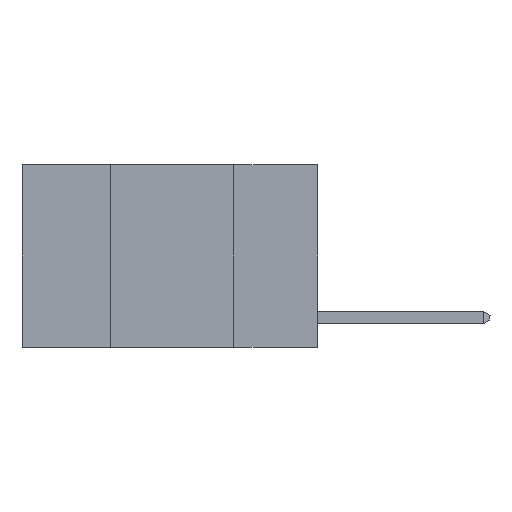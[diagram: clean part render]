
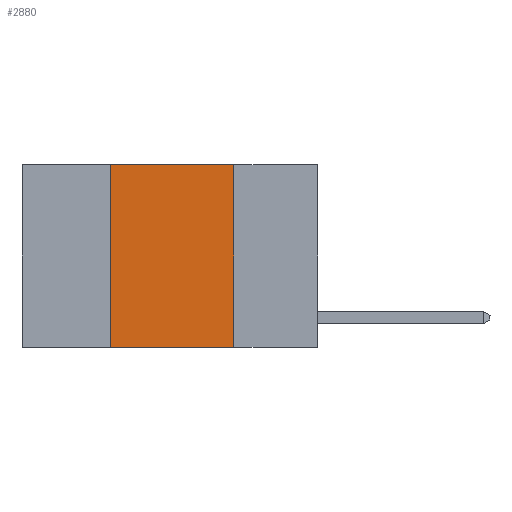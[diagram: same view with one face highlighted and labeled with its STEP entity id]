
A CAD part, left-side view. The second image highlights one B-rep face of the part: STEP entity #2880.
In plain terms, the highlighted planar face has unit normal (-1, 0, 0).
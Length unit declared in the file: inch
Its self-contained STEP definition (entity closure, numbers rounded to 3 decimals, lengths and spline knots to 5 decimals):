
#485 = EDGE_CURVE ( 'NONE', #4303, #19038, #11370, .T. ) ;
#690 = DIRECTION ( 'NONE',  ( 0., 0., -1. ) ) ;
#1437 = CARTESIAN_POINT ( 'NONE',  ( 0., 0.6, -0.37 ) ) ;
#2010 = PLANE ( 'NONE',  #6702 ) ;
#2880 = ADVANCED_FACE ( 'NONE', ( #16215 ), #2010, .F. ) ;
#3487 = EDGE_CURVE ( 'NONE', #19315, #19038, #18692, .T. ) ;
#3526 = VECTOR ( 'NONE', #690, 39.37008 ) ;
#4303 = VERTEX_POINT ( 'NONE', #25026 ) ;
#6702 = AXIS2_PLACEMENT_3D ( 'NONE', #11722, #11987, #13893 ) ;
#7928 = ORIENTED_EDGE ( 'NONE', *, *, #26128, .F. ) ;
#8768 = CARTESIAN_POINT ( 'NONE',  ( 0., 0.42, -0.37 ) ) ;
#10775 = ORIENTED_EDGE ( 'NONE', *, *, #3487, .T. ) ;
#11370 = LINE ( 'NONE', #14986, #3526 ) ;
#11722 = CARTESIAN_POINT ( 'NONE',  ( 0., 0.6, 0. ) ) ;
#11902 = VECTOR ( 'NONE', #23212, 39.37008 ) ;
#11987 = DIRECTION ( 'NONE',  ( 1., 0., 0. ) ) ;
#13373 = CARTESIAN_POINT ( 'NONE',  ( 0., 0.42, 0. ) ) ;
#13893 = DIRECTION ( 'NONE',  ( 0., 0., -1. ) ) ;
#13976 = VERTEX_POINT ( 'NONE', #16500 ) ;
#14392 = DIRECTION ( 'NONE',  ( 0., -1., 0. ) ) ;
#14986 = CARTESIAN_POINT ( 'NONE',  ( 0., 0.17, 0. ) ) ;
#16215 = FACE_OUTER_BOUND ( 'NONE', #20871, .T. ) ;
#16313 = CARTESIAN_POINT ( 'NONE',  ( 0., 0.17, -0.37 ) ) ;
#16438 = CARTESIAN_POINT ( 'NONE',  ( 0., 0.6, 0. ) ) ;
#16500 = CARTESIAN_POINT ( 'NONE',  ( 0., 0.42, 0. ) ) ;
#17804 = EDGE_CURVE ( 'NONE', #19315, #13976, #24259, .T. ) ;
#18209 = LINE ( 'NONE', #16438, #22010 ) ;
#18692 = LINE ( 'NONE', #1437, #21223 ) ;
#19038 = VERTEX_POINT ( 'NONE', #16313 ) ;
#19315 = VERTEX_POINT ( 'NONE', #8768 ) ;
#19953 = ORIENTED_EDGE ( 'NONE', *, *, #17804, .F. ) ;
#20871 = EDGE_LOOP ( 'NONE', ( #23682, #7928, #19953, #10775 ) ) ;
#21223 = VECTOR ( 'NONE', #23799, 39.37008 ) ;
#22010 = VECTOR ( 'NONE', #14392, 39.37008 ) ;
#23212 = DIRECTION ( 'NONE',  ( 0., 0., 1. ) ) ;
#23682 = ORIENTED_EDGE ( 'NONE', *, *, #485, .F. ) ;
#23799 = DIRECTION ( 'NONE',  ( 0., -1., 0. ) ) ;
#24259 = LINE ( 'NONE', #13373, #11902 ) ;
#25026 = CARTESIAN_POINT ( 'NONE',  ( 0., 0.17, 0. ) ) ;
#26128 = EDGE_CURVE ( 'NONE', #13976, #4303, #18209, .T. ) ;
